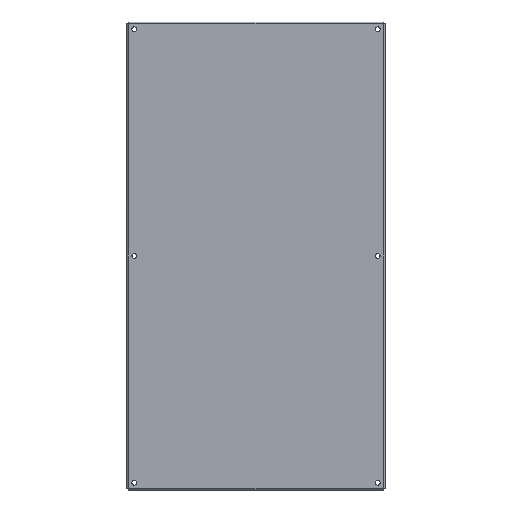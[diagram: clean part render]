
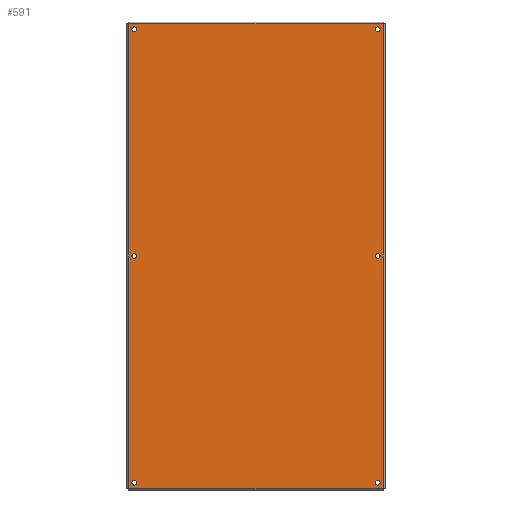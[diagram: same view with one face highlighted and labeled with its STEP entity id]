
A CAD part, front view. The second image highlights one B-rep face of the part: STEP entity #591.
In plain terms, the highlighted planar face has unit normal (0, -1, 0).
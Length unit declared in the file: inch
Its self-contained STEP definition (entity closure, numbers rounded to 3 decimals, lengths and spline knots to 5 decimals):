
#4 = EDGE_LOOP ( 'NONE', ( #137, #629 ) ) ;
#17 = AXIS2_PLACEMENT_3D ( 'NONE', #1338, #1702, #1156 ) ;
#18 = EDGE_CURVE ( 'NONE', #2323, #1276, #1631, .T. ) ;
#20 = VERTEX_POINT ( 'NONE', #619 ) ;
#34 = DIRECTION ( 'NONE',  ( 0., 0., 1. ) ) ;
#42 = ORIENTED_EDGE ( 'NONE', *, *, #2154, .T. ) ;
#81 = AXIS2_PLACEMENT_3D ( 'NONE', #1358, #604, #34 ) ;
#127 = CARTESIAN_POINT ( 'NONE',  ( 14.5625, 0., 0.28125 ) ) ;
#137 = ORIENTED_EDGE ( 'NONE', *, *, #1412, .T. ) ;
#145 = VECTOR ( 'NONE', #1506, 39.37008 ) ;
#152 = DIRECTION ( 'NONE',  ( 0., 0., 1. ) ) ;
#164 = CARTESIAN_POINT ( 'NONE',  ( -15.2525, 0., -27.815 ) ) ;
#166 = AXIS2_PLACEMENT_3D ( 'NONE', #1520, #2074, #924 ) ;
#196 = CARTESIAN_POINT ( 'NONE',  ( -14.5625, 0., 0.28125 ) ) ;
#298 = CARTESIAN_POINT ( 'NONE',  ( 15.2525, 0., -27.815 ) ) ;
#300 = EDGE_CURVE ( 'NONE', #888, #772, #1175, .T. ) ;
#358 = CIRCLE ( 'NONE', #2366, 0.28125 ) ;
#362 = CARTESIAN_POINT ( 'NONE',  ( 14.5625, 0., 27.125 ) ) ;
#369 = EDGE_CURVE ( 'NONE', #1871, #1262, #671, .T. ) ;
#406 = AXIS2_PLACEMENT_3D ( 'NONE', #992, #1748, #592 ) ;
#429 = EDGE_CURVE ( 'NONE', #1262, #1871, #454, .T. ) ;
#454 = CIRCLE ( 'NONE', #81, 0.28125 ) ;
#479 = CIRCLE ( 'NONE', #406, 0.28125 ) ;
#489 = CIRCLE ( 'NONE', #560, 0.28125 ) ;
#503 = ORIENTED_EDGE ( 'NONE', *, *, #2071, .T. ) ;
#525 = CARTESIAN_POINT ( 'NONE',  ( 14.5625, 0., 26.84375 ) ) ;
#557 = CARTESIAN_POINT ( 'NONE',  ( -15.2525, 0., -27.815 ) ) ;
#560 = AXIS2_PLACEMENT_3D ( 'NONE', #1518, #1711, #767 ) ;
#591 = ADVANCED_FACE ( 'NONE', ( #877, #1401, #1462, #1367, #1761, #2385, #1582 ), #1588, .T. ) ;
#592 = DIRECTION ( 'NONE',  ( 0., 0., 1. ) ) ;
#596 = DIRECTION ( 'NONE',  ( 0., 0., 1. ) ) ;
#598 = EDGE_CURVE ( 'NONE', #808, #713, #358, .T. ) ;
#604 = DIRECTION ( 'NONE',  ( 0., 1., 0. ) ) ;
#619 = CARTESIAN_POINT ( 'NONE',  ( 15.2525, 0., 27.815 ) ) ;
#623 = CARTESIAN_POINT ( 'NONE',  ( -14.5625, 0., 27.125 ) ) ;
#624 = DIRECTION ( 'NONE',  ( -1., 0., 0. ) ) ;
#629 = ORIENTED_EDGE ( 'NONE', *, *, #1868, .T. ) ;
#663 = DIRECTION ( 'NONE',  ( 0., 0., 1. ) ) ;
#671 = CIRCLE ( 'NONE', #1750, 0.28125 ) ;
#673 = CARTESIAN_POINT ( 'NONE',  ( 15.2525, 0., -27.815 ) ) ;
#680 = DIRECTION ( 'NONE',  ( 0., 1., 0. ) ) ;
#689 = LINE ( 'NONE', #298, #1495 ) ;
#713 = VERTEX_POINT ( 'NONE', #1630 ) ;
#720 = AXIS2_PLACEMENT_3D ( 'NONE', #1484, #1298, #752 ) ;
#747 = DIRECTION ( 'NONE',  ( 0., 1., 0. ) ) ;
#752 = DIRECTION ( 'NONE',  ( 0., 0., 1. ) ) ;
#767 = DIRECTION ( 'NONE',  ( 0., 0., 1. ) ) ;
#772 = VERTEX_POINT ( 'NONE', #127 ) ;
#790 = ORIENTED_EDGE ( 'NONE', *, *, #2206, .T. ) ;
#808 = VERTEX_POINT ( 'NONE', #1104 ) ;
#818 = CARTESIAN_POINT ( 'NONE',  ( -14.5625, 0., -0.28125 ) ) ;
#828 = DIRECTION ( 'NONE',  ( 0., 1., 0. ) ) ;
#836 = DIRECTION ( 'NONE',  ( 0., -1., 0. ) ) ;
#877 = FACE_OUTER_BOUND ( 'NONE', #1137, .T. ) ;
#888 = VERTEX_POINT ( 'NONE', #2076 ) ;
#889 = EDGE_LOOP ( 'NONE', ( #790, #1385 ) ) ;
#898 = DIRECTION ( 'NONE',  ( 1., 0., 0. ) ) ;
#918 = CARTESIAN_POINT ( 'NONE',  ( 14.5625, 0., -26.84375 ) ) ;
#924 = DIRECTION ( 'NONE',  ( 0., 0., 1. ) ) ;
#929 = CARTESIAN_POINT ( 'NONE',  ( 14.5625, 0., -27.40625 ) ) ;
#968 = AXIS2_PLACEMENT_3D ( 'NONE', #2011, #680, #1625 ) ;
#984 = VERTEX_POINT ( 'NONE', #818 ) ;
#992 = CARTESIAN_POINT ( 'NONE',  ( 14.5625, 0., 27.125 ) ) ;
#1059 = CARTESIAN_POINT ( 'NONE',  ( -15.2525, 0., 27.815 ) ) ;
#1072 = ORIENTED_EDGE ( 'NONE', *, *, #1861, .T. ) ;
#1085 = ORIENTED_EDGE ( 'NONE', *, *, #1555, .T. ) ;
#1104 = CARTESIAN_POINT ( 'NONE',  ( -14.5625, 0., 26.84375 ) ) ;
#1135 = ORIENTED_EDGE ( 'NONE', *, *, #1832, .T. ) ;
#1137 = EDGE_LOOP ( 'NONE', ( #503, #2153, #2235, #1085 ) ) ;
#1154 = VERTEX_POINT ( 'NONE', #673 ) ;
#1156 = DIRECTION ( 'NONE',  ( 0., 0., 1. ) ) ;
#1175 = CIRCLE ( 'NONE', #166, 0.28125 ) ;
#1194 = AXIS2_PLACEMENT_3D ( 'NONE', #1859, #1700, #152 ) ;
#1200 = VERTEX_POINT ( 'NONE', #1059 ) ;
#1225 = CIRCLE ( 'NONE', #968, 0.28125 ) ;
#1234 = EDGE_LOOP ( 'NONE', ( #2107, #2078 ) ) ;
#1262 = VERTEX_POINT ( 'NONE', #2233 ) ;
#1276 = VERTEX_POINT ( 'NONE', #918 ) ;
#1284 = VECTOR ( 'NONE', #624, 39.37008 ) ;
#1298 = DIRECTION ( 'NONE',  ( 0., 1., 0. ) ) ;
#1338 = CARTESIAN_POINT ( 'NONE',  ( 14.5625, 0., 0. ) ) ;
#1349 = DIRECTION ( 'NONE',  ( 0., 1., 0. ) ) ;
#1358 = CARTESIAN_POINT ( 'NONE',  ( -14.5625, 0., -27.125 ) ) ;
#1367 = FACE_BOUND ( 'NONE', #1608, .T. ) ;
#1373 = DIRECTION ( 'NONE',  ( 0., 0., -1. ) ) ;
#1385 = ORIENTED_EDGE ( 'NONE', *, *, #1575, .T. ) ;
#1389 = DIRECTION ( 'NONE',  ( 0., 1., 0. ) ) ;
#1401 = FACE_BOUND ( 'NONE', #1234, .T. ) ;
#1405 = LINE ( 'NONE', #1739, #1284 ) ;
#1412 = EDGE_CURVE ( 'NONE', #2220, #2264, #479, .T. ) ;
#1425 = EDGE_LOOP ( 'NONE', ( #1072, #2270 ) ) ;
#1437 = CARTESIAN_POINT ( 'NONE',  ( 14.5625, 0., -27.125 ) ) ;
#1462 = FACE_BOUND ( 'NONE', #889, .T. ) ;
#1484 = CARTESIAN_POINT ( 'NONE',  ( -14.5625, 0., 0. ) ) ;
#1495 = VECTOR ( 'NONE', #2021, 39.37008 ) ;
#1502 = CARTESIAN_POINT ( 'NONE',  ( 14.5625, 0., 27.40625 ) ) ;
#1506 = DIRECTION ( 'NONE',  ( 0., 0., -1. ) ) ;
#1518 = CARTESIAN_POINT ( 'NONE',  ( 14.5625, 0., -27.125 ) ) ;
#1520 = CARTESIAN_POINT ( 'NONE',  ( 14.5625, 0., 0. ) ) ;
#1545 = CARTESIAN_POINT ( 'NONE',  ( -14.5625, 0., -27.125 ) ) ;
#1555 = EDGE_CURVE ( 'NONE', #2268, #1154, #2239, .T. ) ;
#1575 = EDGE_CURVE ( 'NONE', #984, #2403, #1225, .T. ) ;
#1582 = FACE_BOUND ( 'NONE', #4, .T. ) ;
#1585 = DIRECTION ( 'NONE',  ( 0., 0., 1. ) ) ;
#1588 = PLANE ( 'NONE',  #2238 ) ;
#1608 = EDGE_LOOP ( 'NONE', ( #42, #1712 ) ) ;
#1625 = DIRECTION ( 'NONE',  ( 0., 0., 1. ) ) ;
#1630 = CARTESIAN_POINT ( 'NONE',  ( -14.5625, 0., 27.40625 ) ) ;
#1631 = CIRCLE ( 'NONE', #2080, 0.28125 ) ;
#1700 = DIRECTION ( 'NONE',  ( 0., 1., 0. ) ) ;
#1702 = DIRECTION ( 'NONE',  ( 0., 1., 0. ) ) ;
#1711 = DIRECTION ( 'NONE',  ( 0., 1., 0. ) ) ;
#1712 = ORIENTED_EDGE ( 'NONE', *, *, #598, .T. ) ;
#1737 = VECTOR ( 'NONE', #898, 39.37008 ) ;
#1739 = CARTESIAN_POINT ( 'NONE',  ( -15.2525, 0., 27.815 ) ) ;
#1748 = DIRECTION ( 'NONE',  ( 0., 1., 0. ) ) ;
#1750 = AXIS2_PLACEMENT_3D ( 'NONE', #1545, #1349, #596 ) ;
#1761 = FACE_BOUND ( 'NONE', #1921, .T. ) ;
#1781 = EDGE_CURVE ( 'NONE', #1200, #2268, #2291, .T. ) ;
#1785 = CARTESIAN_POINT ( 'NONE',  ( -15.2525, 0., -27.815 ) ) ;
#1832 = EDGE_CURVE ( 'NONE', #1276, #2323, #489, .T. ) ;
#1859 = CARTESIAN_POINT ( 'NONE',  ( -14.5625, 0., 27.125 ) ) ;
#1861 = EDGE_CURVE ( 'NONE', #772, #888, #2052, .T. ) ;
#1868 = EDGE_CURVE ( 'NONE', #2264, #2220, #2419, .T. ) ;
#1871 = VERTEX_POINT ( 'NONE', #2090 ) ;
#1905 = EDGE_CURVE ( 'NONE', #20, #1200, #1405, .T. ) ;
#1921 = EDGE_LOOP ( 'NONE', ( #1135, #2140 ) ) ;
#2011 = CARTESIAN_POINT ( 'NONE',  ( -14.5625, 0., 0. ) ) ;
#2021 = DIRECTION ( 'NONE',  ( 0., 0., 1. ) ) ;
#2044 = AXIS2_PLACEMENT_3D ( 'NONE', #362, #747, #2263 ) ;
#2052 = CIRCLE ( 'NONE', #17, 0.28125 ) ;
#2071 = EDGE_CURVE ( 'NONE', #1154, #20, #689, .T. ) ;
#2074 = DIRECTION ( 'NONE',  ( 0., 1., 0. ) ) ;
#2076 = CARTESIAN_POINT ( 'NONE',  ( 14.5625, 0., -0.28125 ) ) ;
#2078 = ORIENTED_EDGE ( 'NONE', *, *, #369, .T. ) ;
#2080 = AXIS2_PLACEMENT_3D ( 'NONE', #1437, #1389, #1585 ) ;
#2090 = CARTESIAN_POINT ( 'NONE',  ( -14.5625, 0., -27.40625 ) ) ;
#2107 = ORIENTED_EDGE ( 'NONE', *, *, #429, .T. ) ;
#2140 = ORIENTED_EDGE ( 'NONE', *, *, #18, .T. ) ;
#2153 = ORIENTED_EDGE ( 'NONE', *, *, #1905, .T. ) ;
#2154 = EDGE_CURVE ( 'NONE', #713, #808, #2475, .T. ) ;
#2206 = EDGE_CURVE ( 'NONE', #2403, #984, #2355, .T. ) ;
#2220 = VERTEX_POINT ( 'NONE', #1502 ) ;
#2233 = CARTESIAN_POINT ( 'NONE',  ( -14.5625, 0., -26.84375 ) ) ;
#2235 = ORIENTED_EDGE ( 'NONE', *, *, #1781, .T. ) ;
#2238 = AXIS2_PLACEMENT_3D ( 'NONE', #1785, #836, #1373 ) ;
#2239 = LINE ( 'NONE', #2378, #1737 ) ;
#2263 = DIRECTION ( 'NONE',  ( 0., 0., 1. ) ) ;
#2264 = VERTEX_POINT ( 'NONE', #525 ) ;
#2268 = VERTEX_POINT ( 'NONE', #164 ) ;
#2270 = ORIENTED_EDGE ( 'NONE', *, *, #300, .T. ) ;
#2291 = LINE ( 'NONE', #557, #145 ) ;
#2323 = VERTEX_POINT ( 'NONE', #929 ) ;
#2355 = CIRCLE ( 'NONE', #720, 0.28125 ) ;
#2366 = AXIS2_PLACEMENT_3D ( 'NONE', #623, #828, #663 ) ;
#2378 = CARTESIAN_POINT ( 'NONE',  ( -15.2525, 0., -27.815 ) ) ;
#2385 = FACE_BOUND ( 'NONE', #1425, .T. ) ;
#2403 = VERTEX_POINT ( 'NONE', #196 ) ;
#2419 = CIRCLE ( 'NONE', #2044, 0.28125 ) ;
#2475 = CIRCLE ( 'NONE', #1194, 0.28125 ) ;
